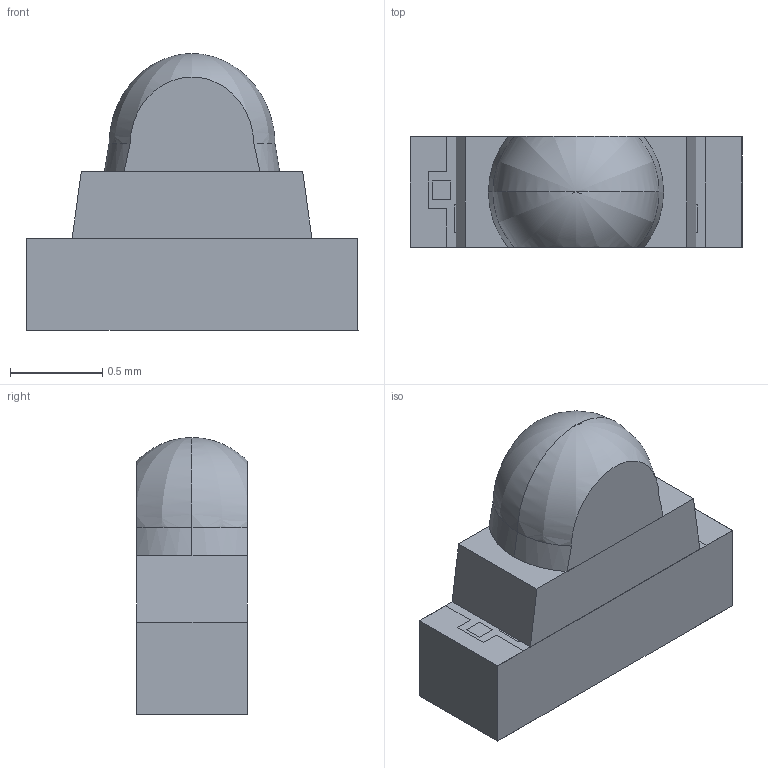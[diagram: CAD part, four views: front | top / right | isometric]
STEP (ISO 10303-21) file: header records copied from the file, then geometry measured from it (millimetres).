
FILE_DESCRIPTION (( 'STEP AP214' ), '1' );
FILE_NAME ('XZxx168W.STEP', '2018-10-18T22:14:22', ( '' ), ( '' ), 'SwSTEP 2.0', 'SolidWorks 2012', '' );
FILE_SCHEMA (( 'AUTOMOTIVE_DESIGN' ));
Length unit declared in the file: millimetre
Products named in the file (1): XZxx168W
Bounding box: 1.8 x 0.6 x 1.5 mm (x, y, z)
Volume: 1.1 mm3; surface area: 12.4 mm2
Topology: 9 solids, 9 shells, 71 faces, 180 edges, 128 vertices
Faces by surface type: plane 66, cone 3, bspline 2
Entity records: 4461 total; most frequent: CARTESIAN_POINT 1935, ORIENTED_EDGE 356, DIRECTION 276, EDGE_CURVE 178, VERTEX_POINT 128, LINE 122, VECTOR 122, UNCERTAINTY_MEASURE_WITH_UNIT 82
